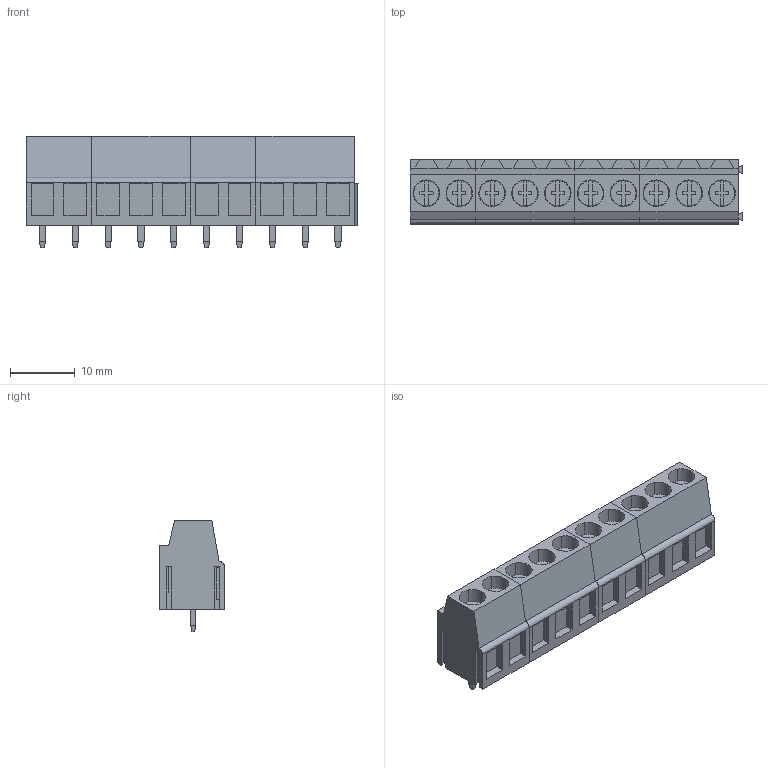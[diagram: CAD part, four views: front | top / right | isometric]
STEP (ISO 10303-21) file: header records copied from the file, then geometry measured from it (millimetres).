
FILE_DESCRIPTION(('CATIA V5 STEP Exchange','CAx-IF Rec.Pracs.--- Model Styling and Organization---1.2---2011-12-15'),'2;1');
FILE_NAME ('D1465130_0_9994190000_9994190000.stp','2018-03-31T07:37:24+00:00',('none'),('Weidmueller'),'CATIA Version 5-6 Release 2014','CATIA V5 STEP AP214','none');
FILE_SCHEMA(('AUTOMOTIVE_DESIGN { 1 0 10303 214 1 1 1 1 }'));
Length unit declared in the file: millimetre
Products named in the file (1): 9994190000
Bounding box: 51.35 x 10 x 17.3 mm (x, y, z)
Volume: 4898.6 mm3; surface area: 6027.6 mm2
Topology: 24 solids, 24 shells, 918 faces, 2450 edges, 1620 vertices
Faces by surface type: plane 774, cylinder 144
Entity records: 28800 total; most frequent: CARTESIAN_POINT 5722, ORIENTED_EDGE 4900, DIRECTION 4110, EDGE_CURVE 2450, VECTOR 2022, LINE 2022, VERTEX_POINT 1620, AXIS2_PLACEMENT_3D 1170
